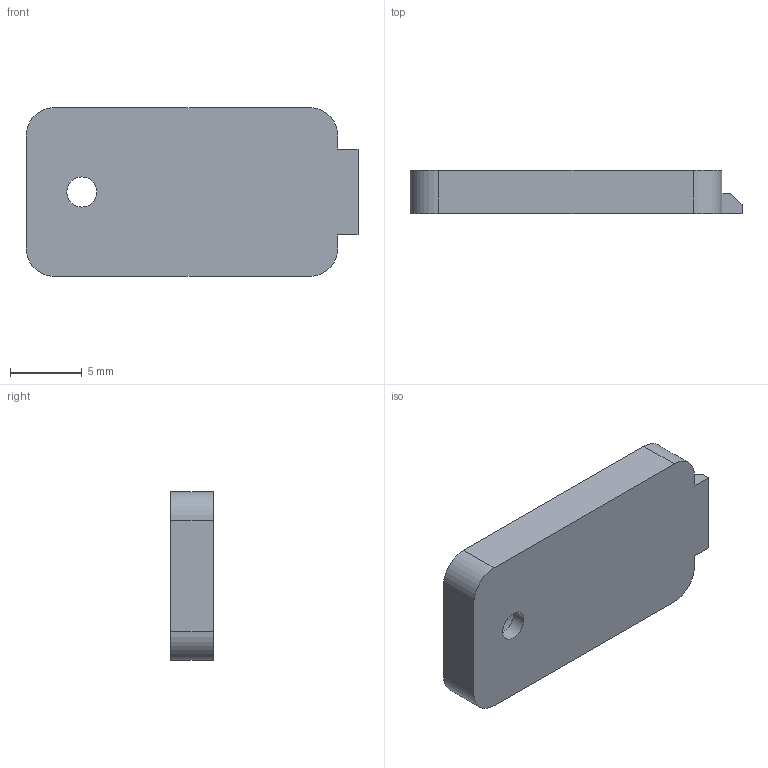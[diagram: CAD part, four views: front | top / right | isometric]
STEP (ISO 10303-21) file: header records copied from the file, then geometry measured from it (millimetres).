
FILE_DESCRIPTION(/* description */ (''),/* implementation_level */ '2;1');
FILE_NAME(/* name */ 'Coutnterweight Lid.step',/* time_stamp */ '2025-06-12T17:23:16-05:00',/* author */ (''),/* organization */ (''),/* preprocessor_version */ 'ST-DEVELOPER v20.1',/* originating_system */ 'Autodesk Translation Framework v14.10.0.0',/* authorisation */ '');
FILE_SCHEMA (('AUTOMOTIVE_DESIGN { 1 0 10303 214 3 1 1 }'));
Length unit declared in the file: millimetre
Products named in the file (1): Coutnterweight Lid
Bounding box: 23.2 x 3 x 11.8 mm (x, y, z)
Volume: 745.1 mm3; surface area: 739.7 mm2
Topology: 1 solids, 1 shells, 18 faces, 45 edges, 30 vertices
Faces by surface type: plane 12, cylinder 6
Full cylindrical faces by diameter (mm): 2.1 x1, 3.8 x1
Entity records: 578 total; most frequent: DIRECTION 95, CARTESIAN_POINT 94, ORIENTED_EDGE 90, EDGE_CURVE 45, LINE 33, VECTOR 33, AXIS2_PLACEMENT_3D 31, VERTEX_POINT 30
